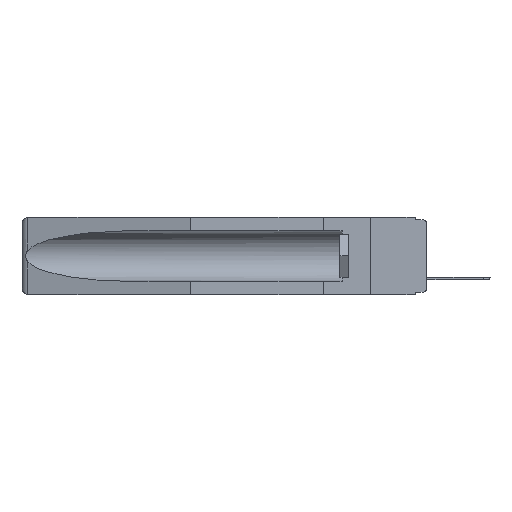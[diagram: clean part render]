
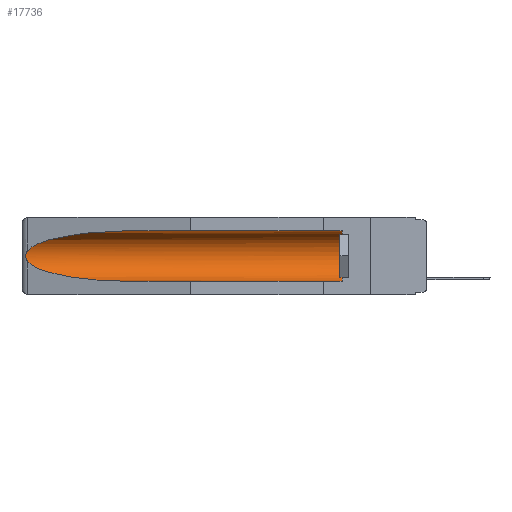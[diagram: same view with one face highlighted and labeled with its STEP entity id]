
A CAD part, left-side view. The second image highlights one B-rep face of the part: STEP entity #17736.
In plain terms, the highlighted cylindrical face has radius 2.857 mm (diameter 5.715 mm), a partial arc.
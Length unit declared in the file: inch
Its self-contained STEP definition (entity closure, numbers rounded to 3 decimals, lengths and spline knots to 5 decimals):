
#58 = CARTESIAN_POINT ( 'NONE',  ( 0.26537, 1.52718, -0.19328 ) ) ;
#311 = CARTESIAN_POINT ( 'NONE',  ( 0.2673, 1.53269, -0.17917 ) ) ;
#381 = CARTESIAN_POINT ( 'NONE',  ( 0.26654, 1.53092, -0.15636 ) ) ;
#514 = CARTESIAN_POINT ( 'NONE',  ( 0.26537, 1.52718, -0.19328 ) ) ;
#869 = EDGE_CURVE ( 'NONE', #7411, #13406, #6544, .T. ) ;
#955 = LINE ( 'NONE', #3218, #16370 ) ;
#1237 = CARTESIAN_POINT ( 'NONE',  ( 0.155, -0.30754, -0.059 ) ) ;
#1263 = VERTEX_POINT ( 'NONE', #14886 ) ;
#2025 = EDGE_CURVE ( 'NONE', #11227, #1263, #13754, .T. ) ;
#2574 = ORIENTED_EDGE ( 'NONE', *, *, #7146, .T. ) ;
#2820 = CARTESIAN_POINT ( 'NONE',  ( 0.155, 1.07973, -0.059 ) ) ;
#3218 = CARTESIAN_POINT ( 'NONE',  ( 0.155, -0.30754, -0.284 ) ) ;
#3460 = CARTESIAN_POINT ( 'NONE',  ( 0.26537, 1.52718, -0.14972 ) ) ;
#3543 = ORIENTED_EDGE ( 'NONE', *, *, #7753, .F. ) ;
#4137 = EDGE_LOOP ( 'NONE', ( #13760, #5919, #2574, #3543, #17848, #8229 ) ) ;
#4532 = AXIS2_PLACEMENT_3D ( 'NONE', #11863, #7427, #19160 ) ;
#4608 = B_SPLINE_CURVE_WITH_KNOTS ( 'NONE', 3,
 ( #3460, #6465, #381, #10773, #9269, #6277, #311, #13815, #13752, #514 ),
 .UNSPECIFIED., .F., .F.,
 ( 4, 2, 2, 2, 4 ),
 ( 0., 0.00029, 0.00058, 0.00087, 0.00117 ),
 .UNSPECIFIED. ) ;
#5869 = VECTOR ( 'NONE', #7265, 39.37008 ) ;
#5919 = ORIENTED_EDGE ( 'NONE', *, *, #16758, .T. ) ;
#6277 = CARTESIAN_POINT ( 'NONE',  ( 0.2675, 1.53308, -0.17534 ) ) ;
#6465 = CARTESIAN_POINT ( 'NONE',  ( 0.26597, 1.52961, -0.15275 ) ) ;
#6544 = CIRCLE ( 'NONE', #13871, 0.1125 ) ;
#7146 = EDGE_CURVE ( 'NONE', #16259, #14839, #14993, .T. ) ;
#7265 = DIRECTION ( 'NONE',  ( 0., 1., 0. ) ) ;
#7300 = DIRECTION ( 'NONE',  ( 0., 0., 1. ) ) ;
#7411 = VERTEX_POINT ( 'NONE', #9900 ) ;
#7427 = DIRECTION ( 'NONE',  ( 0., 1., 0. ) ) ;
#7482 = CARTESIAN_POINT ( 'NONE',  ( 0.155, 0.126, -0.1715 ) ) ;
#7753 = EDGE_CURVE ( 'NONE', #7411, #14839, #955, .T. ) ;
#8192 = LINE ( 'NONE', #1237, #5869 ) ;
#8229 = ORIENTED_EDGE ( 'NONE', *, *, #17024, .T. ) ;
#9017 = CARTESIAN_POINT ( 'NONE',  ( 0.21114, 1.30732, -0.284 ) ) ;
#9269 = CARTESIAN_POINT ( 'NONE',  ( 0.2675, 1.53308, -0.16763 ) ) ;
#9900 = CARTESIAN_POINT ( 'NONE',  ( 0.155, 0.126, -0.284 ) ) ;
#10179 = CARTESIAN_POINT ( 'NONE',  ( 0.155, 0.126, -0.059 ) ) ;
#10224 = DIRECTION ( 'NONE',  ( 0., -1., 0. ) ) ;
#10608 = DIRECTION ( 'NONE',  ( 0., 1., 0. ) ) ;
#10773 = CARTESIAN_POINT ( 'NONE',  ( 0.2673, 1.5327, -0.16383 ) ) ;
#11227 = VERTEX_POINT ( 'NONE', #2820 ) ;
#11863 = CARTESIAN_POINT ( 'NONE',  ( 0.155, -0.30754, -0.1715 ) ) ;
#13406 = VERTEX_POINT ( 'NONE', #10179 ) ;
#13752 = CARTESIAN_POINT ( 'NONE',  ( 0.26597, 1.5296, -0.19026 ) ) ;
#13754 =( BOUNDED_CURVE ( )  B_SPLINE_CURVE ( 3, ( #17159, #14359, #15736, #17419 ),
 .UNSPECIFIED., .F., .T. ) 
 B_SPLINE_CURVE_WITH_KNOTS ( ( 4, 4 ),
 ( 4.71239, 6.08839 ),
 .UNSPECIFIED. ) 
 CURVE ( )  GEOMETRIC_REPRESENTATION_ITEM ( )  RATIONAL_B_SPLINE_CURVE ( ( 1., 0.848, 0.848, 1. ) ) 
 REPRESENTATION_ITEM ( '' )  );
#13760 = ORIENTED_EDGE ( 'NONE', *, *, #2025, .T. ) ;
#13815 = CARTESIAN_POINT ( 'NONE',  ( 0.26655, 1.53094, -0.18657 ) ) ;
#13871 = AXIS2_PLACEMENT_3D ( 'NONE', #7482, #10224, #7300 ) ;
#14359 = CARTESIAN_POINT ( 'NONE',  ( 0.21114, 1.30732, -0.059 ) ) ;
#14839 = VERTEX_POINT ( 'NONE', #17139 ) ;
#14886 = CARTESIAN_POINT ( 'NONE',  ( 0.26537, 1.52718, -0.14972 ) ) ;
#14993 =( BOUNDED_CURVE ( )  B_SPLINE_CURVE ( 3, ( #58, #16253, #9017, #19264 ),
 .UNSPECIFIED., .F., .F. ) 
 B_SPLINE_CURVE_WITH_KNOTS ( ( 4, 4 ),
 ( 0.1948, 1.5708 ),
 .UNSPECIFIED. ) 
 CURVE ( )  GEOMETRIC_REPRESENTATION_ITEM ( )  RATIONAL_B_SPLINE_CURVE ( ( 1., 0.848, 0.848, 1. ) ) 
 REPRESENTATION_ITEM ( '' )  );
#15736 = CARTESIAN_POINT ( 'NONE',  ( 0.25451, 1.48313, -0.09465 ) ) ;
#16051 = CARTESIAN_POINT ( 'NONE',  ( 0.26537, 1.52718, -0.19328 ) ) ;
#16253 = CARTESIAN_POINT ( 'NONE',  ( 0.25451, 1.48313, -0.24835 ) ) ;
#16259 = VERTEX_POINT ( 'NONE', #16051 ) ;
#16322 = FACE_OUTER_BOUND ( 'NONE', #4137, .T. ) ;
#16370 = VECTOR ( 'NONE', #10608, 39.37008 ) ;
#16758 = EDGE_CURVE ( 'NONE', #1263, #16259, #4608, .T. ) ;
#17024 = EDGE_CURVE ( 'NONE', #13406, #11227, #8192, .T. ) ;
#17139 = CARTESIAN_POINT ( 'NONE',  ( 0.155, 1.07973, -0.284 ) ) ;
#17159 = CARTESIAN_POINT ( 'NONE',  ( 0.155, 1.07973, -0.059 ) ) ;
#17255 = CYLINDRICAL_SURFACE ( 'NONE', #4532, 0.1125 ) ;
#17419 = CARTESIAN_POINT ( 'NONE',  ( 0.26537, 1.52718, -0.14972 ) ) ;
#17736 = ADVANCED_FACE ( 'NONE', ( #16322 ), #17255, .F. ) ;
#17848 = ORIENTED_EDGE ( 'NONE', *, *, #869, .T. ) ;
#19160 = DIRECTION ( 'NONE',  ( 0., 0., 1. ) ) ;
#19264 = CARTESIAN_POINT ( 'NONE',  ( 0.155, 1.07973, -0.284 ) ) ;
